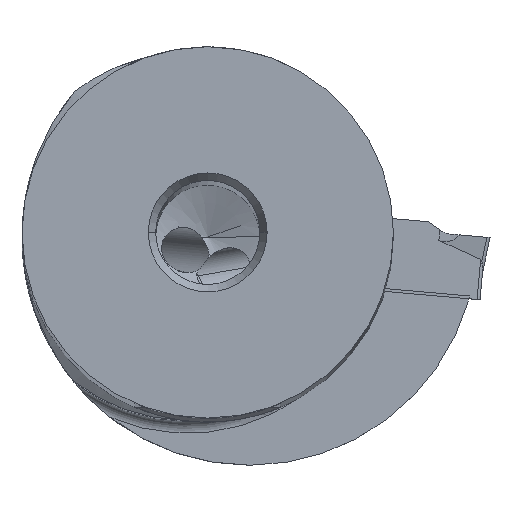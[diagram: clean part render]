
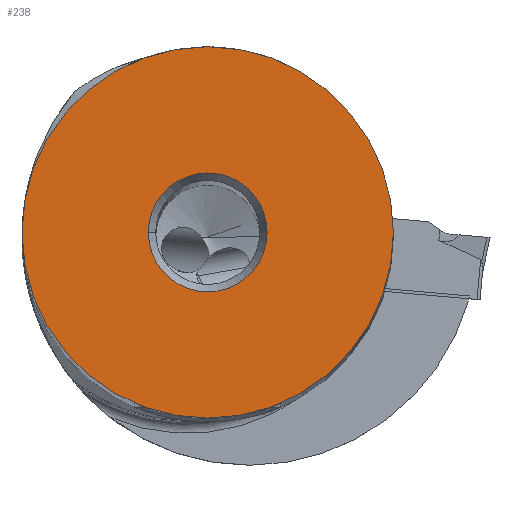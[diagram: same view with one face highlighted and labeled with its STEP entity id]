
A CAD part, top view. The second image highlights one B-rep face of the part: STEP entity #238.
In plain terms, the highlighted planar face has unit normal (0, 0, 1).
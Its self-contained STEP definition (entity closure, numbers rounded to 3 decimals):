
#54=FACE_BOUND('',#538,.T.);
#55=FACE_BOUND('',#539,.T.);
#238=ADVANCED_FACE('',(#54,#55),#327,.T.);
#327=PLANE('',#2872);
#538=EDGE_LOOP('',(#1041,#1042));
#539=EDGE_LOOP('',(#1043,#1044));
#1041=ORIENTED_EDGE('',*,*,#1853,.F.);
#1042=ORIENTED_EDGE('',*,*,#1848,.F.);
#1043=ORIENTED_EDGE('',*,*,#1854,.F.);
#1044=ORIENTED_EDGE('',*,*,#1855,.F.);
#1522=VERTEX_POINT('',#5153);
#1523=VERTEX_POINT('',#5155);
#1528=VERTEX_POINT('',#5168);
#1529=VERTEX_POINT('',#5169);
#1848=EDGE_CURVE('',#1523,#1522,#2185,.T.);
#1853=EDGE_CURVE('',#1522,#1523,#2186,.T.);
#1854=EDGE_CURVE('',#1528,#1529,#2187,.T.);
#1855=EDGE_CURVE('',#1529,#1528,#2188,.T.);
#2185=CIRCLE('',#2865,12.5);
#2186=CIRCLE('',#2869,12.5);
#2187=CIRCLE('',#2870,4.);
#2188=CIRCLE('',#2871,4.);
#2865=AXIS2_PLACEMENT_3D('',#5156,#3368,#3369);
#2869=AXIS2_PLACEMENT_3D('',#5166,#3378,#3379);
#2870=AXIS2_PLACEMENT_3D('',#5167,#3380,#3381);
#2871=AXIS2_PLACEMENT_3D('',#5170,#3382,#3383);
#2872=AXIS2_PLACEMENT_3D('',#5171,#3384,#3385);
#3368=DIRECTION('',(0.,0.,-1.));
#3369=DIRECTION('',(1.,0.,0.));
#3378=DIRECTION('',(0.,0.,-1.));
#3379=DIRECTION('',(-1.,0.,0.));
#3380=DIRECTION('',(0.,0.,1.));
#3381=DIRECTION('',(-1.,0.,0.));
#3382=DIRECTION('',(0.,0.,1.));
#3383=DIRECTION('',(1.,0.,0.));
#3384=DIRECTION('',(0.,0.,1.));
#3385=DIRECTION('',(1.,0.,0.));
#5153=CARTESIAN_POINT('',(-12.5,0.,0.));
#5155=CARTESIAN_POINT('',(12.5,0.,0.));
#5156=CARTESIAN_POINT('',(0.,0.,0.));
#5166=CARTESIAN_POINT('',(0.,0.,0.));
#5167=CARTESIAN_POINT('',(0.,0.,0.));
#5168=CARTESIAN_POINT('',(-4.,0.,0.));
#5169=CARTESIAN_POINT('',(4.,0.,0.));
#5170=CARTESIAN_POINT('',(0.,0.,0.));
#5171=CARTESIAN_POINT('',(0.,0.,0.));
